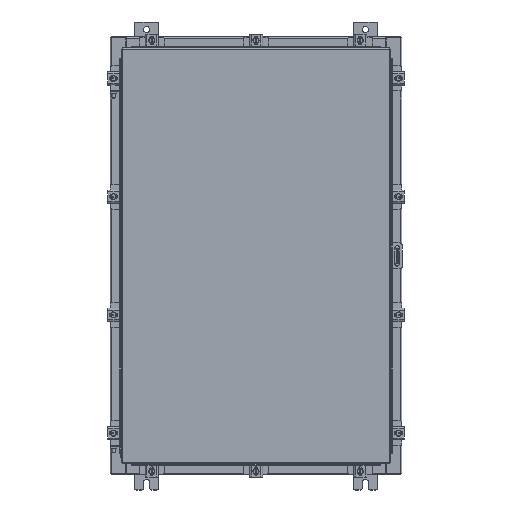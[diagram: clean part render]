
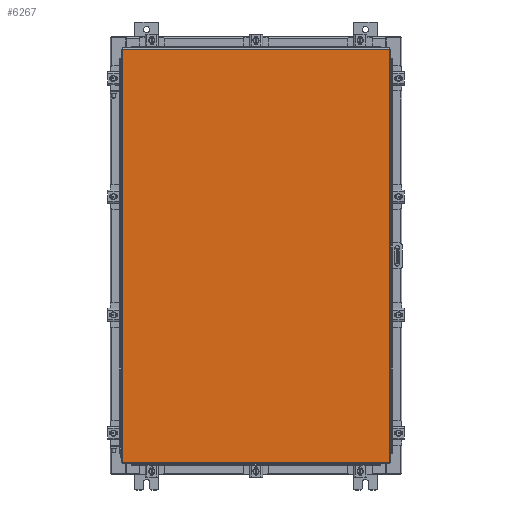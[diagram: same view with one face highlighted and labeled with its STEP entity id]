
A CAD part, top view. The second image highlights one B-rep face of the part: STEP entity #6267.
In plain terms, the highlighted planar face has unit normal (0, 0, 1).
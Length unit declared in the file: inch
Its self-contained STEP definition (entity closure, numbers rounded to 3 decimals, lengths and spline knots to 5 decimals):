
#85 = LINE ( 'NONE', #1471, #13961 ) ;
#698 = DIRECTION ( 'NONE',  ( 1., 0., 0. ) ) ;
#1471 = CARTESIAN_POINT ( 'NONE',  ( 10.9903, 17.0063, 0. ) ) ;
#3090 = CARTESIAN_POINT ( 'NONE',  ( -10.9903, -17.0063, 0. ) ) ;
#3336 = CARTESIAN_POINT ( 'NONE',  ( 10.9903, 17.0063, 0. ) ) ;
#4765 = EDGE_LOOP ( 'NONE', ( #17074, #11175, #20697, #18792 ) ) ;
#5799 = VECTOR ( 'NONE', #6390, 39.37008 ) ;
#5848 = EDGE_CURVE ( 'NONE', #22825, #19470, #18317, .T. ) ;
#6093 = LINE ( 'NONE', #15319, #19923 ) ;
#6267 = ADVANCED_FACE ( 'NONE', ( #16354 ), #19104, .F. ) ;
#6390 = DIRECTION ( 'NONE',  ( 0., 1., 0. ) ) ;
#8294 = VERTEX_POINT ( 'NONE', #17948 ) ;
#10136 = DIRECTION ( 'NONE',  ( 0., 0., -1. ) ) ;
#11175 = ORIENTED_EDGE ( 'NONE', *, *, #13780, .T. ) ;
#11541 = CARTESIAN_POINT ( 'NONE',  ( -10.9903, -17.0063, 0. ) ) ;
#12101 = EDGE_CURVE ( 'NONE', #13891, #8294, #85, .T. ) ;
#13780 = EDGE_CURVE ( 'NONE', #19470, #13891, #20193, .T. ) ;
#13891 = VERTEX_POINT ( 'NONE', #3336 ) ;
#13961 = VECTOR ( 'NONE', #19609, 39.37008 ) ;
#15319 = CARTESIAN_POINT ( 'NONE',  ( -10.9903, 17.0063, 0. ) ) ;
#16261 = CARTESIAN_POINT ( 'NONE',  ( 10.9903, -17.0063, 0. ) ) ;
#16354 = FACE_OUTER_BOUND ( 'NONE', #4765, .T. ) ;
#17074 = ORIENTED_EDGE ( 'NONE', *, *, #5848, .T. ) ;
#17176 = DIRECTION ( 'NONE',  ( 0., -1., 0. ) ) ;
#17948 = CARTESIAN_POINT ( 'NONE',  ( -10.9903, 17.0063, 0. ) ) ;
#18317 = LINE ( 'NONE', #11541, #19462 ) ;
#18792 = ORIENTED_EDGE ( 'NONE', *, *, #21632, .T. ) ;
#19021 = CARTESIAN_POINT ( 'NONE',  ( 10.9903, -17.0063, 0. ) ) ;
#19104 = PLANE ( 'NONE',  #23015 ) ;
#19462 = VECTOR ( 'NONE', #698, 39.37008 ) ;
#19470 = VERTEX_POINT ( 'NONE', #16261 ) ;
#19609 = DIRECTION ( 'NONE',  ( -1., 0., 0. ) ) ;
#19923 = VECTOR ( 'NONE', #17176, 39.37008 ) ;
#20193 = LINE ( 'NONE', #19021, #5799 ) ;
#20697 = ORIENTED_EDGE ( 'NONE', *, *, #12101, .T. ) ;
#20918 = CARTESIAN_POINT ( 'NONE',  ( 0., 0., 0. ) ) ;
#21632 = EDGE_CURVE ( 'NONE', #8294, #22825, #6093, .T. ) ;
#22722 = DIRECTION ( 'NONE',  ( -1., 0., 0. ) ) ;
#22825 = VERTEX_POINT ( 'NONE', #3090 ) ;
#23015 = AXIS2_PLACEMENT_3D ( 'NONE', #20918, #10136, #22722 ) ;
